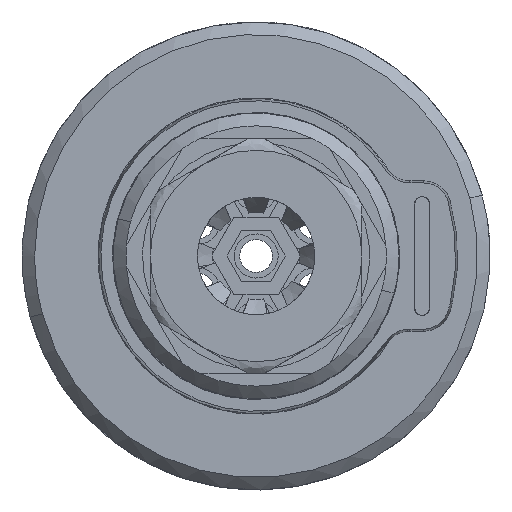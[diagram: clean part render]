
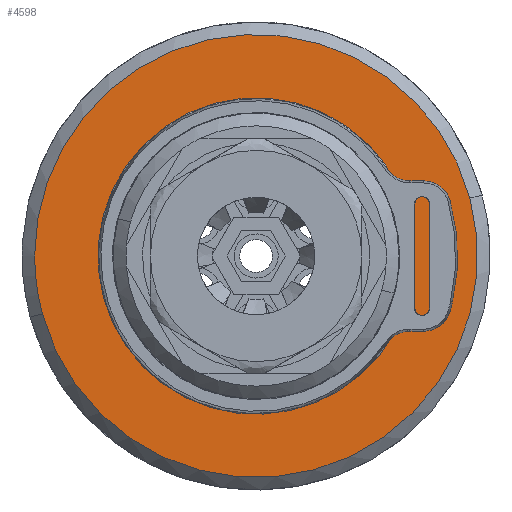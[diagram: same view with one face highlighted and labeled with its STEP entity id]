
A CAD part, left-side view. The second image highlights one B-rep face of the part: STEP entity #4598.
In plain terms, the highlighted planar face has unit normal (-1, 0, 0).
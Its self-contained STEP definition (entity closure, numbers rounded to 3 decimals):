
#4598=ADVANCED_FACE('',(#8351,#8352),#8353,.T.);
#8351=FACE_OUTER_BOUND('',#13033,.T.);
#8352=FACE_BOUND('',#13034,.T.);
#8353=PLANE('',#13035);
#13033=EDGE_LOOP('',(#19400,#19401,#19402));
#13034=EDGE_LOOP('',(#19403,#19404,#19405));
#13035=AXIS2_PLACEMENT_3D('',#19406,#19407,#19408);
#19400=ORIENTED_EDGE('',*,*,#24271,.T.);
#19401=ORIENTED_EDGE('',*,*,#24184,.T.);
#19402=ORIENTED_EDGE('',*,*,#24272,.T.);
#19403=ORIENTED_EDGE('',*,*,#24182,.F.);
#19404=ORIENTED_EDGE('',*,*,#24181,.F.);
#19405=ORIENTED_EDGE('',*,*,#24273,.F.);
#19406=CARTESIAN_POINT('',(-3.175,0.0,18.692));
#19407=DIRECTION('',(-1.0,0.0,0.0));
#19408=DIRECTION('',(0.0,0.0,1.0));
#24181=EDGE_CURVE('',#26851,#26853,#26854,.T.);
#24182=EDGE_CURVE('',#26853,#26847,#26855,.T.);
#24184=EDGE_CURVE('',#26859,#26856,#26860,.T.);
#24271=EDGE_CURVE('',#27000,#26859,#27001,.T.);
#24272=EDGE_CURVE('',#26856,#27000,#27002,.T.);
#24273=EDGE_CURVE('',#26847,#26851,#27003,.T.);
#26847=VERTEX_POINT('',#35698);
#26851=VERTEX_POINT('',#35703);
#26853=VERTEX_POINT('',#35706);
#26854=CIRCLE('',#35707,12.834);
#26855=CIRCLE('',#35708,12.834);
#26856=VERTEX_POINT('',#35709);
#26859=VERTEX_POINT('',#35713);
#26860=CIRCLE('',#35714,17.969);
#27000=VERTEX_POINT('',#41530);
#27001=CIRCLE('',#41531,17.969);
#27002=CIRCLE('',#41532,17.969);
#27003=CIRCLE('',#41533,12.834);
#35698=CARTESIAN_POINT('',(-3.175,-12.39,3.348));
#35703=CARTESIAN_POINT('',(-3.175,12.39,-3.348));
#35706=CARTESIAN_POINT('',(-3.175,-12.834,0.));
#35707=AXIS2_PLACEMENT_3D('',#46197,#46198,#46199);
#35708=AXIS2_PLACEMENT_3D('',#46200,#46201,#46202);
#35709=CARTESIAN_POINT('',(-3.175,-17.347,4.687));
#35713=CARTESIAN_POINT('',(-3.175,17.347,-4.687));
#35714=AXIS2_PLACEMENT_3D('',#46204,#46205,#46206);
#41530=CARTESIAN_POINT('',(-3.175,17.969,0.0));
#41531=AXIS2_PLACEMENT_3D('',#46349,#46350,#46351);
#41532=AXIS2_PLACEMENT_3D('',#46352,#46353,#46354);
#41533=AXIS2_PLACEMENT_3D('',#46355,#46356,#46357);
#46197=CARTESIAN_POINT('',(-3.175,0.0,0.0));
#46198=DIRECTION('',(-1.0,0.0,0.0));
#46199=DIRECTION('',(0.0,-1.0,0.0));
#46200=CARTESIAN_POINT('',(-3.175,0.0,0.0));
#46201=DIRECTION('',(-1.0,0.0,0.0));
#46202=DIRECTION('',(0.0,-1.0,0.0));
#46204=CARTESIAN_POINT('',(-3.175,0.0,0.0));
#46205=DIRECTION('',(-1.0,0.0,0.0));
#46206=DIRECTION('',(0.0,-1.0,0.0));
#46349=CARTESIAN_POINT('',(-3.175,0.0,0.0));
#46350=DIRECTION('',(-1.0,0.0,0.0));
#46351=DIRECTION('',(0.0,-1.0,0.0));
#46352=CARTESIAN_POINT('',(-3.175,0.0,0.0));
#46353=DIRECTION('',(-1.0,0.0,0.0));
#46354=DIRECTION('',(0.0,-1.0,0.0));
#46355=CARTESIAN_POINT('',(-3.175,0.0,0.0));
#46356=DIRECTION('',(-1.0,0.0,0.0));
#46357=DIRECTION('',(0.0,-1.0,0.0));
